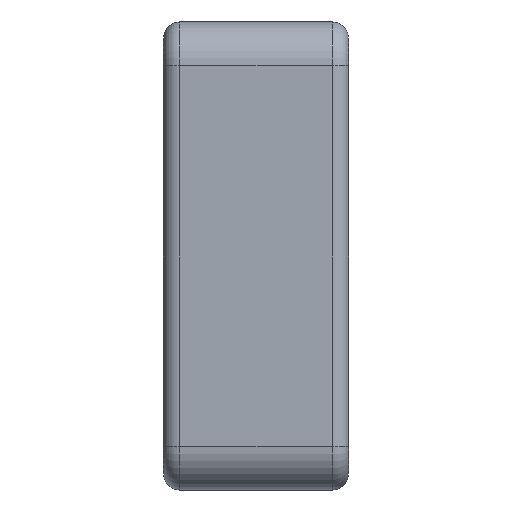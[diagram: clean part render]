
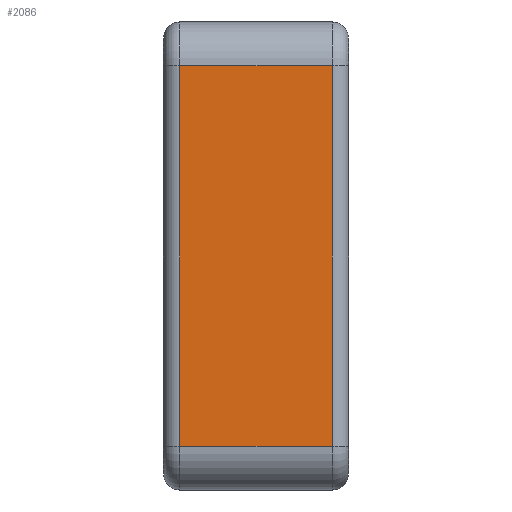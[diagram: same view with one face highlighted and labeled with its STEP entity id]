
A CAD part, front view. The second image highlights one B-rep face of the part: STEP entity #2086.
In plain terms, the highlighted planar face has unit normal (0, -1, 0).
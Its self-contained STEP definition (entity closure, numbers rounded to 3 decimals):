
#15 = FACE_OUTER_BOUND ( 'NONE', #964, .T. ) ;
#67 = CARTESIAN_POINT ( 'NONE',  ( -0.257, -14.755, 19.696 ) ) ;
#136 = CARTESIAN_POINT ( 'NONE',  ( 2.543, -14.755, 19.696 ) ) ;
#140 = ORIENTED_EDGE ( 'NONE', *, *, #658, .T. ) ;
#172 = LINE ( 'NONE', #743, #1270 ) ;
#495 = VERTEX_POINT ( 'NONE', #67 ) ;
#504 = EDGE_CURVE ( 'NONE', #1709, #1897, #2105, .T. ) ;
#566 = CARTESIAN_POINT ( 'NONE',  ( 2.543, -14.755, 26.696 ) ) ;
#648 = VECTOR ( 'NONE', #854, 1000. ) ;
#650 = VERTEX_POINT ( 'NONE', #136 ) ;
#658 = EDGE_CURVE ( 'NONE', #1897, #495, #2168, .T. ) ;
#743 = CARTESIAN_POINT ( 'NONE',  ( 2.543, -14.755, 34.096 ) ) ;
#854 = DIRECTION ( 'NONE',  ( 1., 0., 0. ) ) ;
#964 = EDGE_LOOP ( 'NONE', ( #1912, #1690, #1545, #140 ) ) ;
#998 = PLANE ( 'NONE',  #1569 ) ;
#1050 = CARTESIAN_POINT ( 'NONE',  ( -0.257, -14.755, 26.696 ) ) ;
#1232 = CARTESIAN_POINT ( 'NONE',  ( -0.257, -14.755, 34.096 ) ) ;
#1270 = VECTOR ( 'NONE', #1461, 1000. ) ;
#1461 = DIRECTION ( 'NONE',  ( 0., 0., 1. ) ) ;
#1545 = ORIENTED_EDGE ( 'NONE', *, *, #504, .T. ) ;
#1562 = CARTESIAN_POINT ( 'NONE',  ( 2.843, -14.755, 19.696 ) ) ;
#1569 = AXIS2_PLACEMENT_3D ( 'NONE', #2284, #1726, #2295 ) ;
#1615 = LINE ( 'NONE', #1562, #648 ) ;
#1638 = VECTOR ( 'NONE', #1756, 1000. ) ;
#1661 = EDGE_CURVE ( 'NONE', #495, #650, #1615, .T. ) ;
#1690 = ORIENTED_EDGE ( 'NONE', *, *, #1711, .T. ) ;
#1709 = VERTEX_POINT ( 'NONE', #566 ) ;
#1711 = EDGE_CURVE ( 'NONE', #650, #1709, #172, .T. ) ;
#1726 = DIRECTION ( 'NONE',  ( 0., -1., 0. ) ) ;
#1756 = DIRECTION ( 'NONE',  ( -1., 0., 0. ) ) ;
#1781 = DIRECTION ( 'NONE',  ( 0., 0., -1. ) ) ;
#1897 = VERTEX_POINT ( 'NONE', #1050 ) ;
#1912 = ORIENTED_EDGE ( 'NONE', *, *, #1661, .T. ) ;
#1950 = VECTOR ( 'NONE', #1781, 1000. ) ;
#2086 = ADVANCED_FACE ( 'NONE', ( #15 ), #998, .T. ) ;
#2105 = LINE ( 'NONE', #2269, #1638 ) ;
#2168 = LINE ( 'NONE', #1232, #1950 ) ;
#2269 = CARTESIAN_POINT ( 'NONE',  ( 2.843, -14.755, 26.696 ) ) ;
#2284 = CARTESIAN_POINT ( 'NONE',  ( 2.843, -14.755, 34.096 ) ) ;
#2295 = DIRECTION ( 'NONE',  ( 0., 0., -1. ) ) ;
